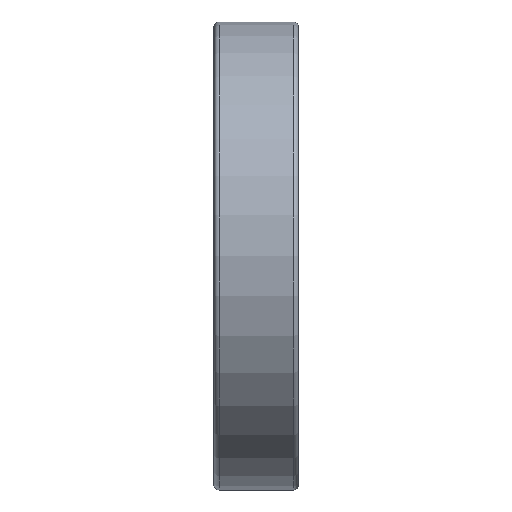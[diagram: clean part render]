
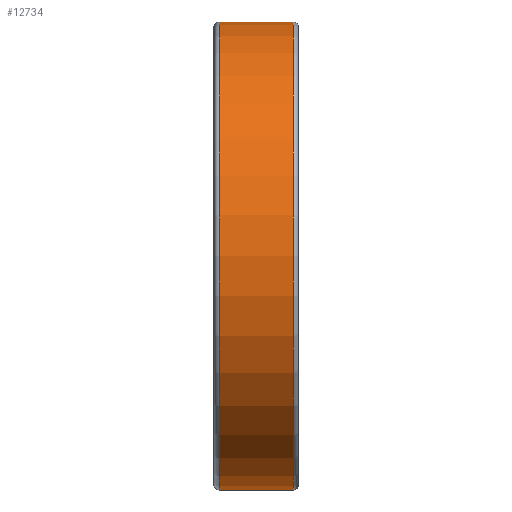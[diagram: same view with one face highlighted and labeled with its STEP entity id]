
A CAD part, top view. The second image highlights one B-rep face of the part: STEP entity #12734.
In plain terms, the highlighted cylindrical face has radius 50 mm (diameter 100 mm), a partial arc.
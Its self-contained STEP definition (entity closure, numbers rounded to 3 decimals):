
#3207=CARTESIAN_POINT('',(-7.9,0.,0.));
#3208=DIRECTION('',(1.,0.,0.));
#3209=DIRECTION('',(0.,1.,0.));
#3210=AXIS2_PLACEMENT_3D('',#3207,#3208,#3209);
#3215=CARTESIAN_POINT('',(8.,0.,0.));
#3216=DIRECTION('',(1.,0.,0.));
#3217=DIRECTION('',(0.,1.,0.));
#3218=AXIS2_PLACEMENT_3D('',#3215,#3216,#3217);
#3231=DIRECTION('',(-1.,0.,0.));
#3232=VECTOR('',#3231,15.9);
#3233=CARTESIAN_POINT('',(8.,-50.,0.));
#3234=LINE('',#3233,#3232);
#3246=DIRECTION('',(-1.,0.,0.));
#3247=VECTOR('',#3246,15.9);
#3248=CARTESIAN_POINT('',(8.,50.,0.));
#3249=LINE('',#3248,#3247);
#9850=CARTESIAN_POINT('',(-7.9,50.,0.));
#9851=CARTESIAN_POINT('',(-7.9,-50.,0.));
#9852=VERTEX_POINT('',#9850);
#9853=VERTEX_POINT('',#9851);
#9854=CARTESIAN_POINT('',(8.,50.,0.));
#9855=CARTESIAN_POINT('',(8.,-50.,0.));
#9856=VERTEX_POINT('',#9854);
#9857=VERTEX_POINT('',#9855);
#12720=CARTESIAN_POINT('',(-9.9,0.,0.));
#12721=DIRECTION('',(1.,0.,0.));
#12722=DIRECTION('',(0.,-1.,0.));
#12723=AXIS2_PLACEMENT_3D('',#12720,#12721,#12722);
#12724=CYLINDRICAL_SURFACE('',#12723,50.);
#12725=ORIENTED_EDGE('',*,*,#12710,.F.);
#12727=ORIENTED_EDGE('',*,*,#12726,.F.);
#12729=ORIENTED_EDGE('',*,*,#12728,.T.);
#12731=ORIENTED_EDGE('',*,*,#12730,.T.);
#12732=EDGE_LOOP('',(#12725,#12727,#12729,#12731));
#12733=FACE_OUTER_BOUND('',#12732,.F.);
#3211=CIRCLE('',#3210,50.);
#3219=CIRCLE('',#3218,50.);
#12710=EDGE_CURVE('',#9852,#9853,#3211,.T.);
#12726=EDGE_CURVE('',#9856,#9852,#3249,.T.);
#12728=EDGE_CURVE('',#9856,#9857,#3219,.T.);
#12730=EDGE_CURVE('',#9857,#9853,#3234,.T.);
#12734=ADVANCED_FACE('',(#12733),#12724,.T.);
